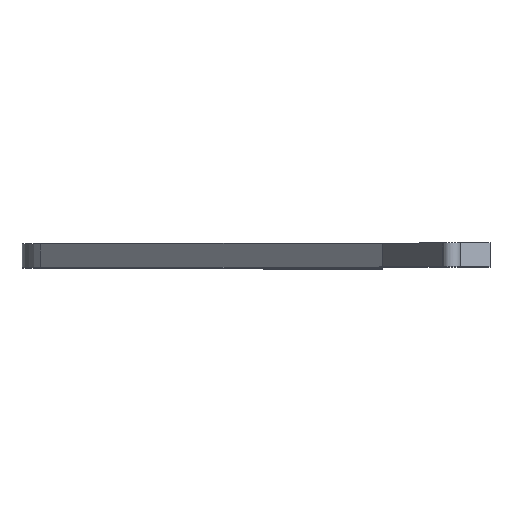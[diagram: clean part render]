
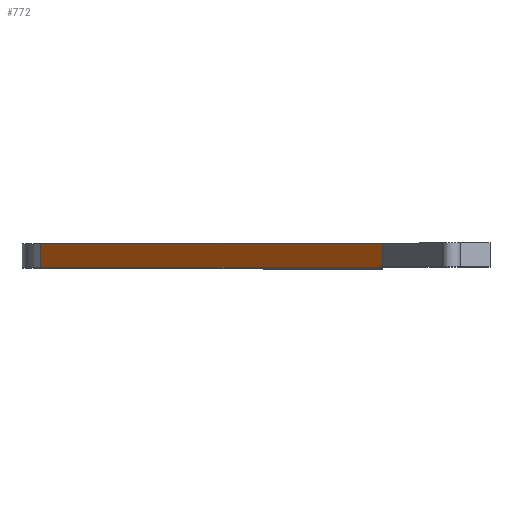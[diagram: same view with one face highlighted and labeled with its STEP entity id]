
A CAD part, top view. The second image highlights one B-rep face of the part: STEP entity #772.
In plain terms, the highlighted planar face has unit normal (-0.707, 0, 0.707).
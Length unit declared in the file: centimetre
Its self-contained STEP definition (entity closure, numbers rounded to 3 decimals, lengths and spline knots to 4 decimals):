
#28=PLANE('',#846);
#64=FACE_OUTER_BOUND('',#103,.T.);
#103=EDGE_LOOP('',(#568,#569,#570,#571));
#158=LINE('',#1148,#251);
#159=LINE('',#1151,#252);
#160=LINE('',#1153,#253);
#161=LINE('',#1154,#254);
#251=VECTOR('',#941,1.);
#252=VECTOR('',#944,1.);
#253=VECTOR('',#945,1.);
#254=VECTOR('',#946,1.);
#365=VERTEX_POINT('',#1144);
#366=VERTEX_POINT('',#1146);
#367=VERTEX_POINT('',#1150);
#368=VERTEX_POINT('',#1152);
#448=EDGE_CURVE('',#365,#366,#158,.T.);
#449=EDGE_CURVE('',#367,#365,#159,.T.);
#450=EDGE_CURVE('',#368,#366,#160,.T.);
#451=EDGE_CURVE('',#367,#368,#161,.T.);
#568=ORIENTED_EDGE('',*,*,#449,.T.);
#569=ORIENTED_EDGE('',*,*,#448,.T.);
#570=ORIENTED_EDGE('',*,*,#450,.F.);
#571=ORIENTED_EDGE('',*,*,#451,.F.);
#772=ADVANCED_FACE('',(#64),#28,.T.);
#846=AXIS2_PLACEMENT_3D('',#1149,#942,#943);
#941=DIRECTION('',(0.,1.,0.));
#942=DIRECTION('center_axis',(-0.707,0.,0.707));
#943=DIRECTION('ref_axis',(0.707,0.,0.707));
#944=DIRECTION('',(0.707,0.,0.707));
#945=DIRECTION('',(0.707,0.,0.707));
#946=DIRECTION('',(0.,1.,0.));
#1144=CARTESIAN_POINT('',(-0.6532,0.,-1.3694));
#1146=CARTESIAN_POINT('',(-0.6532,0.2,-1.3694));
#1148=CARTESIAN_POINT('',(-0.6532,0.,-1.3694));
#1149=CARTESIAN_POINT('Origin',(-3.5245,0.,-4.2407));
#1150=CARTESIAN_POINT('',(-3.5245,0.,-4.2407));
#1151=CARTESIAN_POINT('',(-3.5245,0.,-4.2407));
#1152=CARTESIAN_POINT('',(-3.5245,0.2,-4.2407));
#1153=CARTESIAN_POINT('',(-3.5245,0.2,-4.2407));
#1154=CARTESIAN_POINT('',(-3.5245,0.,-4.2407));
